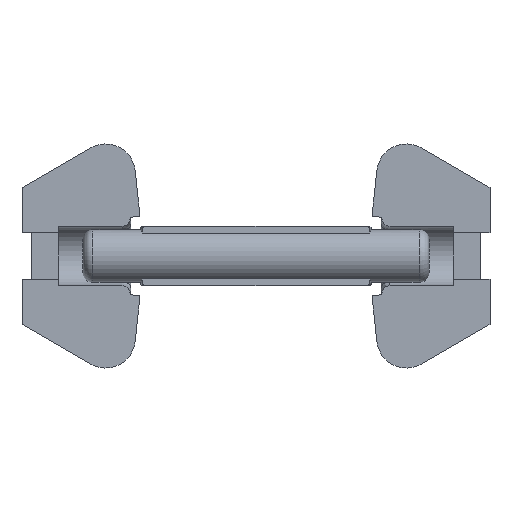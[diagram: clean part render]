
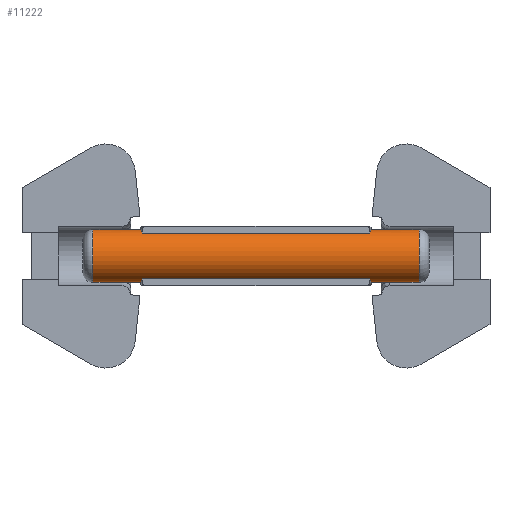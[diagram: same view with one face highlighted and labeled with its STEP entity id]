
A CAD part, front view. The second image highlights one B-rep face of the part: STEP entity #11222.
In plain terms, the highlighted cylindrical face has radius 8 mm (diameter 16 mm), a partial arc.
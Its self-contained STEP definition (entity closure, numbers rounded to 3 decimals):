
#22=CARTESIAN_POINT('',(-49.5,0.,0.));
#23=DIRECTION('',(-1.,0.,0.));
#24=DIRECTION('',(0.,0.,-1.));
#25=AXIS2_PLACEMENT_3D('',#22,#23,#24);
#32=DIRECTION('',(1.,0.,0.));
#33=VECTOR('',#32,14.549);
#34=CARTESIAN_POINT('',(-49.5,0.,8.));
#35=LINE('',#34,#33);
#36=DIRECTION('',(1.,0.,0.));
#37=VECTOR('',#36,14.549);
#38=CARTESIAN_POINT('',(34.951,0.,8.));
#39=LINE('',#38,#37);
#40=DIRECTION('',(1.,0.,0.));
#41=VECTOR('',#40,14.549);
#42=CARTESIAN_POINT('',(-49.5,0.,-8.));
#43=LINE('',#42,#41);
#44=DIRECTION('',(1.,0.,0.));
#45=VECTOR('',#44,14.549);
#46=CARTESIAN_POINT('',(34.951,0.,-8.));
#47=LINE('',#46,#45);
#117=CARTESIAN_POINT('',(-34.951,0.,8.));
#118=CARTESIAN_POINT('',(-34.801,-1.428,8.));
#119=CARTESIAN_POINT('',(-34.661,-2.762,7.643));
#120=CARTESIAN_POINT('',(-34.531,-4.,6.928));
#122=CARTESIAN_POINT('',(-34.531,-4.,-6.928));
#123=CARTESIAN_POINT('',(-34.661,-2.762,
-7.643));
#124=CARTESIAN_POINT('',(-34.801,-1.428,-8.));
#125=CARTESIAN_POINT('',(-34.951,0.,-8.));
#270=DIRECTION('',(1.,0.,0.));
#271=VECTOR('',#270,69.061);
#272=CARTESIAN_POINT('',(-34.531,-4.,6.928));
#273=LINE('',#272,#271);
#282=DIRECTION('',(1.,0.,0.));
#283=VECTOR('',#282,69.061);
#284=CARTESIAN_POINT('',(-34.531,-4.,-6.928));
#285=LINE('',#284,#283);
#7950=CARTESIAN_POINT('',(34.951,0.,8.));
#7951=CARTESIAN_POINT('',(34.801,-1.428,8.));
#7952=CARTESIAN_POINT('',(34.661,-2.762,7.643));
#7953=CARTESIAN_POINT('',(34.531,-4.,6.928));
#7963=CARTESIAN_POINT('',(34.531,-4.,-6.928));
#7964=CARTESIAN_POINT('',(34.661,-2.762,
-7.643));
#7965=CARTESIAN_POINT('',(34.801,-1.428,-8.));
#7966=CARTESIAN_POINT('',(34.951,0.,-8.));
#9262=CARTESIAN_POINT('',(49.5,0.,0.));
#9263=DIRECTION('',(1.,0.,0.));
#9264=DIRECTION('',(0.,0.,1.));
#9265=AXIS2_PLACEMENT_3D('',#9262,#9263,#9264);
#9276=CARTESIAN_POINT('',(49.5,0.,-8.));
#9277=CARTESIAN_POINT('',(49.5,0.,8.));
#9278=VERTEX_POINT('',#9276);
#9279=VERTEX_POINT('',#9277);
#9284=CARTESIAN_POINT('',(-49.5,0.,8.));
#9285=CARTESIAN_POINT('',(-49.5,0.,-8.));
#9286=VERTEX_POINT('',#9284);
#9287=VERTEX_POINT('',#9285);
#9288=VERTEX_POINT('',#117);
#9289=VERTEX_POINT('',#120);
#9290=VERTEX_POINT('',#122);
#9291=VERTEX_POINT('',#125);
#9292=CARTESIAN_POINT('',(34.531,-4.,6.928));
#9293=VERTEX_POINT('',#9292);
#9294=CARTESIAN_POINT('',(34.531,-4.,-6.928));
#9295=VERTEX_POINT('',#9294);
#9296=VERTEX_POINT('',#7950);
#9297=VERTEX_POINT('',#7966);
#11192=CARTESIAN_POINT('',(-52.5,0.,0.));
#11193=DIRECTION('',(1.,0.,0.));
#11194=DIRECTION('',(0.,0.,-1.));
#11195=AXIS2_PLACEMENT_3D('',#11192,#11193,#11194);
#11196=CYLINDRICAL_SURFACE('',#11195,8.);
#11198=ORIENTED_EDGE('',*,*,#11197,.F.);
#11199=ORIENTED_EDGE('',*,*,#11186,.T.);
#11201=ORIENTED_EDGE('',*,*,#11200,.T.);
#11203=ORIENTED_EDGE('',*,*,#11202,.T.);
#11205=ORIENTED_EDGE('',*,*,#11204,.T.);
#11207=ORIENTED_EDGE('',*,*,#11206,.F.);
#11209=ORIENTED_EDGE('',*,*,#11208,.T.);
#11211=ORIENTED_EDGE('',*,*,#11210,.T.);
#11213=ORIENTED_EDGE('',*,*,#11212,.F.);
#11215=ORIENTED_EDGE('',*,*,#11214,.F.);
#11217=ORIENTED_EDGE('',*,*,#11216,.F.);
#11219=ORIENTED_EDGE('',*,*,#11218,.T.);
#11220=EDGE_LOOP('',(#11198,#11199,#11201,#11203,#11205,#11207,#11209,#11211,
#11213,#11215,#11217,#11219));
#11221=FACE_OUTER_BOUND('',#11220,.F.);
#11222=ADVANCED_FACE('',(#11221),#11196,.T.);
#26=CIRCLE('',#25,8.);
#121=B_SPLINE_CURVE_WITH_KNOTS('',3,(#117,#118,#119,#120),.UNSPECIFIED.,.F.,.F.,
(4,4),(0.,1.),.UNSPECIFIED.);
#126=B_SPLINE_CURVE_WITH_KNOTS('',3,(#122,#123,#124,#125),.UNSPECIFIED.,.F.,.F.,
(4,4),(0.,1.),.UNSPECIFIED.);
#7954=B_SPLINE_CURVE_WITH_KNOTS('',3,(#7950,#7951,#7952,#7953),.UNSPECIFIED.,
.F.,.F.,(4,4),(0.,1.),.UNSPECIFIED.);
#7967=B_SPLINE_CURVE_WITH_KNOTS('',3,(#7963,#7964,#7965,#7966),.UNSPECIFIED.,
.F.,.F.,(4,4),(0.,1.),.UNSPECIFIED.);
#9266=CIRCLE('',#9265,8.);
#11186=EDGE_CURVE('',#9287,#9286,#26,.T.);
#11197=EDGE_CURVE('',#9287,#9291,#43,.T.);
#11200=EDGE_CURVE('',#9286,#9288,#35,.T.);
#11202=EDGE_CURVE('',#9288,#9289,#121,.T.);
#11204=EDGE_CURVE('',#9289,#9293,#273,.T.);
#11206=EDGE_CURVE('',#9296,#9293,#7954,.T.);
#11208=EDGE_CURVE('',#9296,#9279,#39,.T.);
#11210=EDGE_CURVE('',#9279,#9278,#9266,.T.);
#11212=EDGE_CURVE('',#9297,#9278,#47,.T.);
#11214=EDGE_CURVE('',#9295,#9297,#7967,.T.);
#11216=EDGE_CURVE('',#9290,#9295,#285,.T.);
#11218=EDGE_CURVE('',#9290,#9291,#126,.T.);
